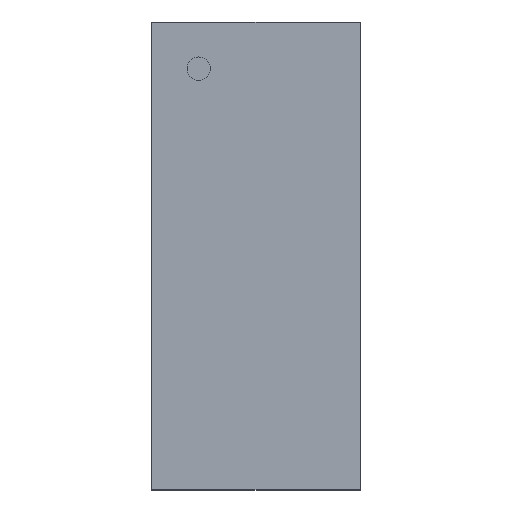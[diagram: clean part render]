
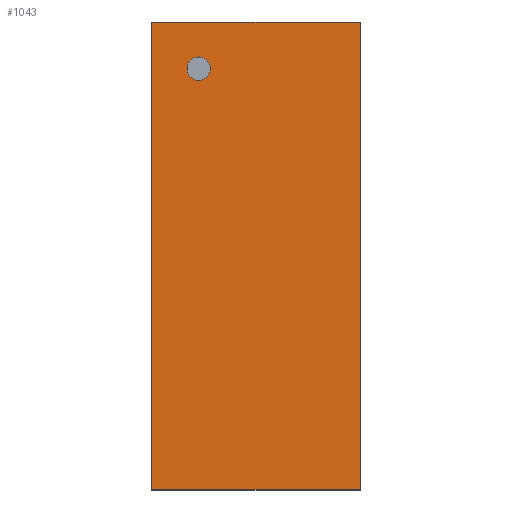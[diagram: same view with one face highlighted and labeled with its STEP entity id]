
A CAD part, top view. The second image highlights one B-rep face of the part: STEP entity #1043.
In plain terms, the highlighted planar face has unit normal (0, 0, 1).
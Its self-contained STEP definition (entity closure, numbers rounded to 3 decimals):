
#819=CARTESIAN_POINT('',(0.762,-1.714,0.229));
#818=VERTEX_POINT('',#819);
#829=CARTESIAN_POINT('',(-0.762,-1.714,0.229));
#828=VERTEX_POINT('',#829);
#827=EDGE_CURVE('',#828,#818,#832,.T.);
#832=LINE('',#829,#834);
#834=VECTOR('',#835,1.524);
#835=DIRECTION('',(1.0,0.0,0.0));
#868=CARTESIAN_POINT('',(0.762,1.714,0.229));
#867=VERTEX_POINT('',#868);
#876=EDGE_CURVE('',#818,#867,#881,.T.);
#881=LINE('',#819,#883);
#883=VECTOR('',#884,3.429);
#884=DIRECTION('',(0.0,1.0,0.0));
#917=CARTESIAN_POINT('',(-0.762,1.714,0.229));
#916=VERTEX_POINT('',#917);
#925=EDGE_CURVE('',#867,#916,#930,.T.);
#930=LINE('',#868,#932);
#932=VECTOR('',#933,1.524);
#933=DIRECTION('',(-1.0,0.0,0.0));
#974=EDGE_CURVE('',#916,#828,#979,.T.);
#979=LINE('',#917,#981);
#981=VECTOR('',#982,3.429);
#982=DIRECTION('',(0.0,-1.0,0.0));
#1043=ADVANCED_FACE('',(#1049),#1044,.T.);
#1044=PLANE('',#1045);
#1045=AXIS2_PLACEMENT_3D('',#1046,#1047,#1048);
#1046=CARTESIAN_POINT('',(-0.762,-1.714,0.229));
#1047=DIRECTION('',(0.0,0.0,1.0));
#1048=DIRECTION('',(0.,1.,0.));
#1049=FACE_OUTER_BOUND('',#1050,.T.);
#1050=EDGE_LOOP('',(#1051,#1061,#1071,#1081));
#1051=ORIENTED_EDGE('',*,*,#827,.T.);
#1061=ORIENTED_EDGE('',*,*,#876,.T.);
#1071=ORIENTED_EDGE('',*,*,#925,.T.);
#1081=ORIENTED_EDGE('',*,*,#974,.T.);
